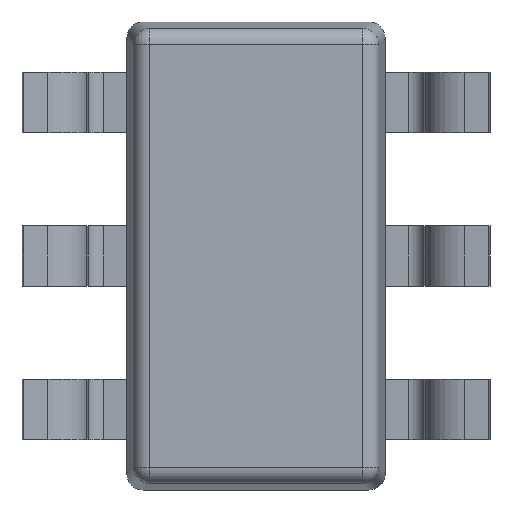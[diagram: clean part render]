
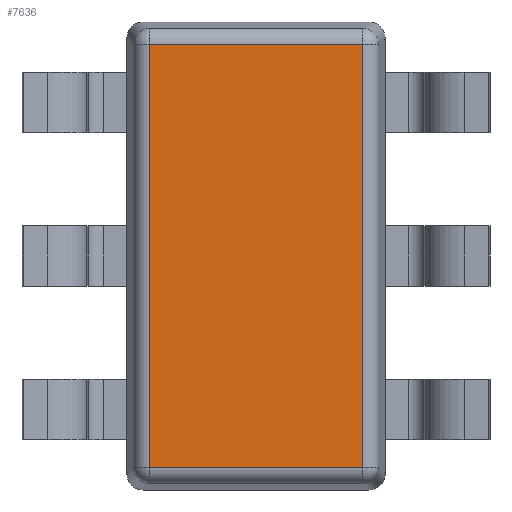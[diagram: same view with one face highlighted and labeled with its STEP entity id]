
A CAD part, front view. The second image highlights one B-rep face of the part: STEP entity #7636.
In plain terms, the highlighted planar face has unit normal (0, -1, 0).
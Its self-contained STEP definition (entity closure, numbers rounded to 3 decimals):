
#7170 = CYLINDRICAL_SURFACE('',#7171,0.1);
#7171 = AXIS2_PLACEMENT_3D('',#7172,#7173,#7174);
#7172 = CARTESIAN_POINT('',(0.,0.2,-1.311));
#7173 = DIRECTION('',(1.,0.,0.));
#7174 = DIRECTION('',(0.,0.,-1.));
#7304 = CYLINDRICAL_SURFACE('',#7305,0.1);
#7305 = AXIS2_PLACEMENT_3D('',#7306,#7307,#7308);
#7306 = CARTESIAN_POINT('',(0.661,0.2,0.));
#7307 = DIRECTION('',(0.,0.,1.));
#7308 = DIRECTION('',(1.,0.,0.));
#7433 = CYLINDRICAL_SURFACE('',#7434,0.1);
#7434 = AXIS2_PLACEMENT_3D('',#7435,#7436,#7437);
#7435 = CARTESIAN_POINT('',(0.,0.2,1.311));
#7436 = DIRECTION('',(-1.,0.,0.));
#7437 = DIRECTION('',(0.,0.,1.));
#7557 = CYLINDRICAL_SURFACE('',#7558,0.1);
#7558 = AXIS2_PLACEMENT_3D('',#7559,#7560,#7561);
#7559 = CARTESIAN_POINT('',(-0.661,0.2,0.));
#7560 = DIRECTION('',(0.,0.,-1.));
#7561 = DIRECTION('',(-1.,0.,0.));
#7636 = ADVANCED_FACE('',(#7637),#7651,.T.);
#7637 = FACE_BOUND('',#7638,.T.);
#7638 = EDGE_LOOP('',(#7639,#7669,#7692,#7715));
#7639 = ORIENTED_EDGE('',*,*,#7640,.T.);
#7640 = EDGE_CURVE('',#7641,#7643,#7645,.T.);
#7641 = VERTEX_POINT('',#7642);
#7642 = CARTESIAN_POINT('',(-0.661,0.1,1.311));
#7643 = VERTEX_POINT('',#7644);
#7644 = CARTESIAN_POINT('',(-0.661,0.1,-1.311));
#7645 = SURFACE_CURVE('',#7646,(#7650,#7662),.PCURVE_S1.);
#7646 = LINE('',#7647,#7648);
#7647 = CARTESIAN_POINT('',(-0.661,0.1,-1.299));
#7648 = VECTOR('',#7649,1.);
#7649 = DIRECTION('',(-0.,-0.,-1.));
#7650 = PCURVE('',#7651,#7656);
#7651 = PLANE('',#7652);
#7652 = AXIS2_PLACEMENT_3D('',#7653,#7654,#7655);
#7653 = CARTESIAN_POINT('',(0.,0.1,0.));
#7654 = DIRECTION('',(0.,-1.,0.));
#7655 = DIRECTION('',(0.,0.,-1.));
#7656 = DEFINITIONAL_REPRESENTATION('',(#7657),#7661);
#7657 = LINE('',#7658,#7659);
#7658 = CARTESIAN_POINT('',(1.299,-0.661));
#7659 = VECTOR('',#7660,1.);
#7660 = DIRECTION('',(1.,0.));
#7661 = ( GEOMETRIC_REPRESENTATION_CONTEXT(2) 
PARAMETRIC_REPRESENTATION_CONTEXT() REPRESENTATION_CONTEXT('2D SPACE',''
  ) );
#7662 = PCURVE('',#7557,#7663);
#7663 = DEFINITIONAL_REPRESENTATION('',(#7664),#7668);
#7664 = LINE('',#7665,#7666);
#7665 = CARTESIAN_POINT('',(4.712,1.299));
#7666 = VECTOR('',#7667,1.);
#7667 = DIRECTION('',(0.,1.));
#7668 = ( GEOMETRIC_REPRESENTATION_CONTEXT(2) 
PARAMETRIC_REPRESENTATION_CONTEXT() REPRESENTATION_CONTEXT('2D SPACE',''
  ) );
#7669 = ORIENTED_EDGE('',*,*,#7670,.T.);
#7670 = EDGE_CURVE('',#7643,#7671,#7673,.T.);
#7671 = VERTEX_POINT('',#7672);
#7672 = CARTESIAN_POINT('',(0.661,0.1,-1.311));
#7673 = SURFACE_CURVE('',#7674,(#7678,#7685),.PCURVE_S1.);
#7674 = LINE('',#7675,#7676);
#7675 = CARTESIAN_POINT('',(0.649,0.1,-1.311));
#7676 = VECTOR('',#7677,1.);
#7677 = DIRECTION('',(1.,0.,0.));
#7678 = PCURVE('',#7651,#7679);
#7679 = DEFINITIONAL_REPRESENTATION('',(#7680),#7684);
#7680 = LINE('',#7681,#7682);
#7681 = CARTESIAN_POINT('',(1.311,0.649));
#7682 = VECTOR('',#7683,1.);
#7683 = DIRECTION('',(0.,1.));
#7684 = ( GEOMETRIC_REPRESENTATION_CONTEXT(2) 
PARAMETRIC_REPRESENTATION_CONTEXT() REPRESENTATION_CONTEXT('2D SPACE',''
  ) );
#7685 = PCURVE('',#7170,#7686);
#7686 = DEFINITIONAL_REPRESENTATION('',(#7687),#7691);
#7687 = LINE('',#7688,#7689);
#7688 = CARTESIAN_POINT('',(4.712,0.649));
#7689 = VECTOR('',#7690,1.);
#7690 = DIRECTION('',(0.,1.));
#7691 = ( GEOMETRIC_REPRESENTATION_CONTEXT(2) 
PARAMETRIC_REPRESENTATION_CONTEXT() REPRESENTATION_CONTEXT('2D SPACE',''
  ) );
#7692 = ORIENTED_EDGE('',*,*,#7693,.T.);
#7693 = EDGE_CURVE('',#7671,#7694,#7696,.T.);
#7694 = VERTEX_POINT('',#7695);
#7695 = CARTESIAN_POINT('',(0.661,0.1,1.311));
#7696 = SURFACE_CURVE('',#7697,(#7701,#7708),.PCURVE_S1.);
#7697 = LINE('',#7698,#7699);
#7698 = CARTESIAN_POINT('',(0.661,0.1,1.299));
#7699 = VECTOR('',#7700,1.);
#7700 = DIRECTION('',(0.,0.,1.));
#7701 = PCURVE('',#7651,#7702);
#7702 = DEFINITIONAL_REPRESENTATION('',(#7703),#7707);
#7703 = LINE('',#7704,#7705);
#7704 = CARTESIAN_POINT('',(-1.299,0.661));
#7705 = VECTOR('',#7706,1.);
#7706 = DIRECTION('',(-1.,0.));
#7707 = ( GEOMETRIC_REPRESENTATION_CONTEXT(2) 
PARAMETRIC_REPRESENTATION_CONTEXT() REPRESENTATION_CONTEXT('2D SPACE',''
  ) );
#7708 = PCURVE('',#7304,#7709);
#7709 = DEFINITIONAL_REPRESENTATION('',(#7710),#7714);
#7710 = LINE('',#7711,#7712);
#7711 = CARTESIAN_POINT('',(4.712,1.299));
#7712 = VECTOR('',#7713,1.);
#7713 = DIRECTION('',(0.,1.));
#7714 = ( GEOMETRIC_REPRESENTATION_CONTEXT(2) 
PARAMETRIC_REPRESENTATION_CONTEXT() REPRESENTATION_CONTEXT('2D SPACE',''
  ) );
#7715 = ORIENTED_EDGE('',*,*,#7716,.T.);
#7716 = EDGE_CURVE('',#7694,#7641,#7717,.T.);
#7717 = SURFACE_CURVE('',#7718,(#7722,#7729),.PCURVE_S1.);
#7718 = LINE('',#7719,#7720);
#7719 = CARTESIAN_POINT('',(-0.649,0.1,1.311));
#7720 = VECTOR('',#7721,1.);
#7721 = DIRECTION('',(-1.,0.,0.));
#7722 = PCURVE('',#7651,#7723);
#7723 = DEFINITIONAL_REPRESENTATION('',(#7724),#7728);
#7724 = LINE('',#7725,#7726);
#7725 = CARTESIAN_POINT('',(-1.311,-0.649));
#7726 = VECTOR('',#7727,1.);
#7727 = DIRECTION('',(-0.,-1.));
#7728 = ( GEOMETRIC_REPRESENTATION_CONTEXT(2) 
PARAMETRIC_REPRESENTATION_CONTEXT() REPRESENTATION_CONTEXT('2D SPACE',''
  ) );
#7729 = PCURVE('',#7433,#7730);
#7730 = DEFINITIONAL_REPRESENTATION('',(#7731),#7735);
#7731 = LINE('',#7732,#7733);
#7732 = CARTESIAN_POINT('',(4.712,0.649));
#7733 = VECTOR('',#7734,1.);
#7734 = DIRECTION('',(0.,1.));
#7735 = ( GEOMETRIC_REPRESENTATION_CONTEXT(2) 
PARAMETRIC_REPRESENTATION_CONTEXT() REPRESENTATION_CONTEXT('2D SPACE',''
  ) );
